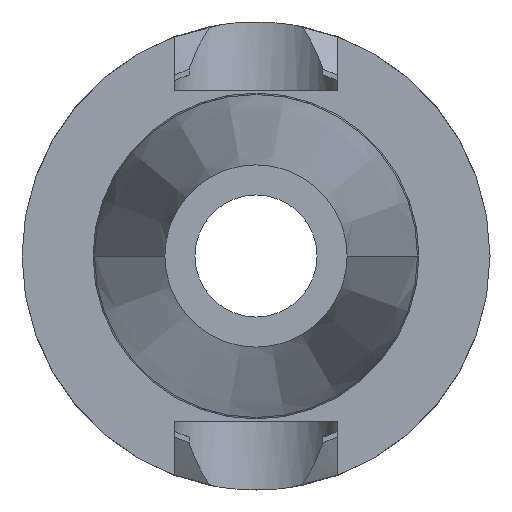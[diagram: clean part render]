
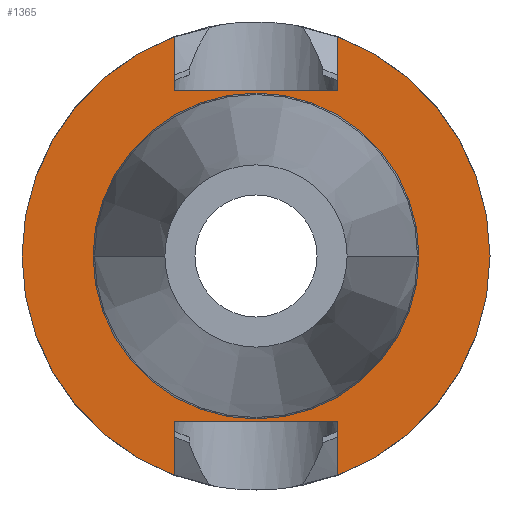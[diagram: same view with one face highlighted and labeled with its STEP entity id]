
A CAD part, left-side view. The second image highlights one B-rep face of the part: STEP entity #1365.
In plain terms, the highlighted planar face has unit normal (-1, 0, 0).
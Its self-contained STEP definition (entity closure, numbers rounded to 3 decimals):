
#358=CARTESIAN_POINT('',(2.,0.,0.));
#359=DIRECTION('',(-1.,0.,0.));
#360=DIRECTION('',(0.,0.35,0.937));
#361=AXIS2_PLACEMENT_3D('',#358,#359,#360);
#373=CARTESIAN_POINT('',(2.,0.,0.));
#374=DIRECTION('',(-1.,0.,0.));
#375=DIRECTION('',(0.,-0.35,-0.937));
#376=AXIS2_PLACEMENT_3D('',#373,#374,#375);
#396=DIRECTION('',(0.,1.,0.));
#397=VECTOR('',#396,16.1);
#398=CARTESIAN_POINT('',(2.,-8.05,-16.3));
#399=LINE('',#398,#397);
#403=DIRECTION('',(0.,0.,1.));
#404=VECTOR('',#403,5.245);
#405=CARTESIAN_POINT('',(2.,8.05,-21.545));
#406=LINE('',#405,#404);
#410=DIRECTION('',(0.,0.,-1.));
#411=VECTOR('',#410,5.245);
#412=CARTESIAN_POINT('',(2.,8.05,21.545));
#413=LINE('',#412,#411);
#417=DIRECTION('',(0.,1.,0.));
#418=VECTOR('',#417,16.1);
#419=CARTESIAN_POINT('',(2.,-8.05,16.3));
#420=LINE('',#419,#418);
#424=DIRECTION('',(0.,0.,-1.));
#425=VECTOR('',#424,5.245);
#426=CARTESIAN_POINT('',(2.,-8.05,21.545));
#427=LINE('',#426,#425);
#431=DIRECTION('',(0.,0.,1.));
#432=VECTOR('',#431,5.245);
#433=CARTESIAN_POINT('',(2.,-8.05,-21.545));
#434=LINE('',#433,#432);
#452=CARTESIAN_POINT('',(2.,0.,0.));
#453=DIRECTION('',(-1.,0.,0.));
#454=DIRECTION('',(0.,1.,0.));
#455=AXIS2_PLACEMENT_3D('',#452,#453,#454);
#460=CARTESIAN_POINT('',(2.,0.,0.));
#461=DIRECTION('',(1.,0.,0.));
#462=DIRECTION('',(0.,1.,0.));
#463=AXIS2_PLACEMENT_3D('',#460,#461,#462);
#968=CARTESIAN_POINT('',(2.,15.898,0.));
#970=VERTEX_POINT('',#968);
#978=CARTESIAN_POINT('',(2.,-15.898,0.));
#980=VERTEX_POINT('',#978);
#1008=CARTESIAN_POINT('',(2.,8.05,21.545));
#1009=VERTEX_POINT('',#1008);
#1010=CARTESIAN_POINT('',(2.,-8.05,21.545));
#1011=VERTEX_POINT('',#1010);
#1012=CARTESIAN_POINT('',(2.,-8.05,16.3));
#1013=CARTESIAN_POINT('',(2.,8.05,16.3));
#1014=VERTEX_POINT('',#1012);
#1015=VERTEX_POINT('',#1013);
#1028=CARTESIAN_POINT('',(2.,8.05,-21.545));
#1029=VERTEX_POINT('',#1028);
#1030=CARTESIAN_POINT('',(2.,-8.05,-21.545));
#1031=VERTEX_POINT('',#1030);
#1032=CARTESIAN_POINT('',(2.,-8.05,-16.3));
#1033=CARTESIAN_POINT('',(2.,8.05,-16.3));
#1034=VERTEX_POINT('',#1032);
#1035=VERTEX_POINT('',#1033);
#1340=CARTESIAN_POINT('',(2.,0.,0.));
#1341=DIRECTION('',(1.,0.,0.));
#1342=DIRECTION('',(0.,-1.,0.));
#1343=AXIS2_PLACEMENT_3D('',#1340,#1341,#1342);
#1344=PLANE('',#1343);
#1346=ORIENTED_EDGE('',*,*,#1345,.T.);
#1347=ORIENTED_EDGE('',*,*,#1303,.F.);
#1348=ORIENTED_EDGE('',*,*,#1320,.F.);
#1349=ORIENTED_EDGE('',*,*,#1251,.T.);
#1351=ORIENTED_EDGE('',*,*,#1350,.F.);
#1353=ORIENTED_EDGE('',*,*,#1352,.F.);
#1354=ORIENTED_EDGE('',*,*,#1332,.F.);
#1356=ORIENTED_EDGE('',*,*,#1355,.T.);
#1357=EDGE_LOOP('',(#1346,#1347,#1348,#1349,#1351,#1353,#1354,#1356));
#1358=FACE_OUTER_BOUND('',#1357,.F.);
#1360=ORIENTED_EDGE('',*,*,#1359,.T.);
#1362=ORIENTED_EDGE('',*,*,#1361,.F.);
#1363=EDGE_LOOP('',(#1360,#1362));
#1364=FACE_BOUND('',#1363,.F.);
#362=CIRCLE('',#361,23.);
#377=CIRCLE('',#376,23.);
#456=CIRCLE('',#455,15.898);
#464=CIRCLE('',#463,15.898);
#1251=EDGE_CURVE('',#1009,#1015,#413,.T.);
#1303=EDGE_CURVE('',#1029,#1035,#406,.T.);
#1320=EDGE_CURVE('',#1009,#1029,#362,.T.);
#1332=EDGE_CURVE('',#1031,#1011,#377,.T.);
#1345=EDGE_CURVE('',#1034,#1035,#399,.T.);
#1350=EDGE_CURVE('',#1014,#1015,#420,.T.);
#1352=EDGE_CURVE('',#1011,#1014,#427,.T.);
#1355=EDGE_CURVE('',#1031,#1034,#434,.T.);
#1359=EDGE_CURVE('',#970,#980,#456,.T.);
#1361=EDGE_CURVE('',#970,#980,#464,.T.);
#1365=ADVANCED_FACE('',(#1358,#1364),#1344,.F.);
